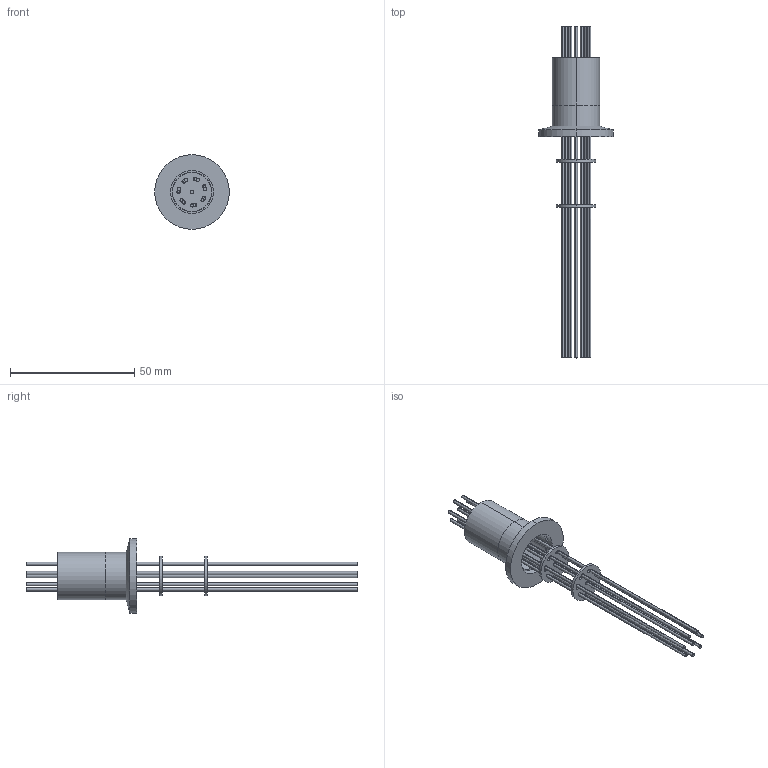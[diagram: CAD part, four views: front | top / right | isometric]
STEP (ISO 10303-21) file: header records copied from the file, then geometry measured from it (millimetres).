
FILE_DESCRIPTION (( 'STEP AP214' ), '1' );
FILE_NAME ('264-13CU1K-8-K16.STEP', '2018-02-16T09:45:55', ( '' ), ( '' ), 'SwSTEP 2.0', 'SolidWorks 2014', '' );
FILE_SCHEMA (( 'AUTOMOTIVE_DESIGN' ));
Length unit declared in the file: millimetre
Products named in the file (1): 264-13CU1K-8-K16
Bounding box: 29.97 x 133.35 x 29.97 mm (x, y, z)
Volume: 5981 mm3; surface area: 10956.5 mm2
Topology: 1 solids, 4 shells, 277 faces, 716 edges, 470 vertices
Faces by surface type: cylinder 182, plane 59, cone 20, torus 16
Entity records: 9138 total; most frequent: CARTESIAN_POINT 1772, DIRECTION 1730, ORIENTED_EDGE 1432, AXIS2_PLACEMENT_3D 750, EDGE_CURVE 716, CIRCLE 472, VERTEX_POINT 470, EDGE_LOOP 362
